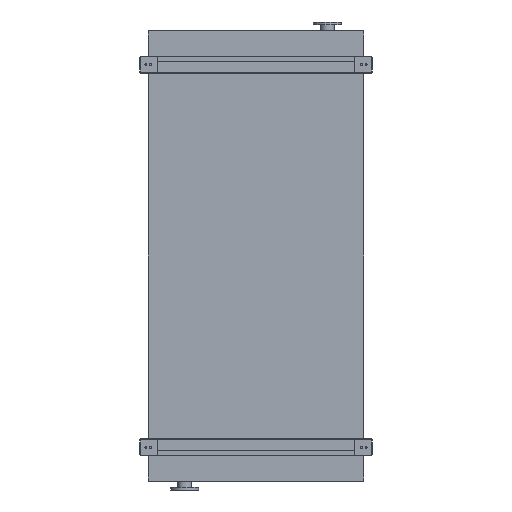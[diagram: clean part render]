
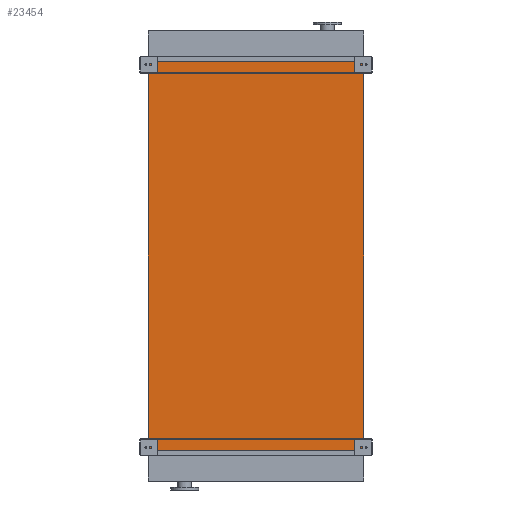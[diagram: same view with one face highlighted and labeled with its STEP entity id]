
A CAD part, front view. The second image highlights one B-rep face of the part: STEP entity #23454.
In plain terms, the highlighted planar face has unit normal (0, -1, 0).
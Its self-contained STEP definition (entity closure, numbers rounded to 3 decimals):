
#1858 = EDGE_CURVE ( 'NONE', #2746, #7323, #22260, .T. ) ;
#2659 = VECTOR ( 'NONE', #19136, 1000. ) ;
#2746 = VERTEX_POINT ( 'NONE', #21693 ) ;
#3309 = VERTEX_POINT ( 'NONE', #10395 ) ;
#3406 = ORIENTED_EDGE ( 'NONE', *, *, #8229, .T. ) ;
#4264 = VECTOR ( 'NONE', #23681, 1000. ) ;
#4870 = LINE ( 'NONE', #7074, #4264 ) ;
#5211 = ORIENTED_EDGE ( 'NONE', *, *, #15007, .F. ) ;
#5231 = DIRECTION ( 'NONE',  ( 1., 0., 0. ) ) ;
#5702 = CARTESIAN_POINT ( 'NONE',  ( -845., 0., -3050. ) ) ;
#7047 = LINE ( 'NONE', #5702, #10796 ) ;
#7074 = CARTESIAN_POINT ( 'NONE',  ( -845., 0., -3050. ) ) ;
#7323 = VERTEX_POINT ( 'NONE', #20016 ) ;
#8229 = EDGE_CURVE ( 'NONE', #8584, #3309, #7047, .T. ) ;
#8584 = VERTEX_POINT ( 'NONE', #20671 ) ;
#8623 = ORIENTED_EDGE ( 'NONE', *, *, #1858, .F. ) ;
#8921 = CARTESIAN_POINT ( 'NONE',  ( 845., 0., -3050. ) ) ;
#10395 = CARTESIAN_POINT ( 'NONE',  ( 845., 0., -3050. ) ) ;
#10777 = CARTESIAN_POINT ( 'NONE',  ( -845., 0., -3050. ) ) ;
#10796 = VECTOR ( 'NONE', #5231, 1000. ) ;
#12542 = PLANE ( 'NONE',  #16323 ) ;
#12628 = DIRECTION ( 'NONE',  ( 0., 0., -1. ) ) ;
#13575 = CARTESIAN_POINT ( 'NONE',  ( -845., 0., 0. ) ) ;
#15007 = EDGE_CURVE ( 'NONE', #8584, #2746, #4870, .T. ) ;
#16033 = VECTOR ( 'NONE', #23652, 1000. ) ;
#16323 = AXIS2_PLACEMENT_3D ( 'NONE', #10777, #23671, #12628 ) ;
#16802 = EDGE_CURVE ( 'NONE', #3309, #7323, #20348, .T. ) ;
#17169 = EDGE_LOOP ( 'NONE', ( #8623, #5211, #3406, #21099 ) ) ;
#19136 = DIRECTION ( 'NONE',  ( 1., 0., 0. ) ) ;
#20016 = CARTESIAN_POINT ( 'NONE',  ( 845., 0., 0. ) ) ;
#20348 = LINE ( 'NONE', #8921, #16033 ) ;
#20671 = CARTESIAN_POINT ( 'NONE',  ( -845., 0., -3050. ) ) ;
#20901 = FACE_OUTER_BOUND ( 'NONE', #17169, .T. ) ;
#21099 = ORIENTED_EDGE ( 'NONE', *, *, #16802, .T. ) ;
#21693 = CARTESIAN_POINT ( 'NONE',  ( -845., 0., 0. ) ) ;
#22260 = LINE ( 'NONE', #13575, #2659 ) ;
#23454 = ADVANCED_FACE ( 'NONE', ( #20901 ), #12542, .T. ) ;
#23652 = DIRECTION ( 'NONE',  ( 0., 0., 1. ) ) ;
#23671 = DIRECTION ( 'NONE',  ( 0., -1., 0. ) ) ;
#23681 = DIRECTION ( 'NONE',  ( 0., 0., 1. ) ) ;
